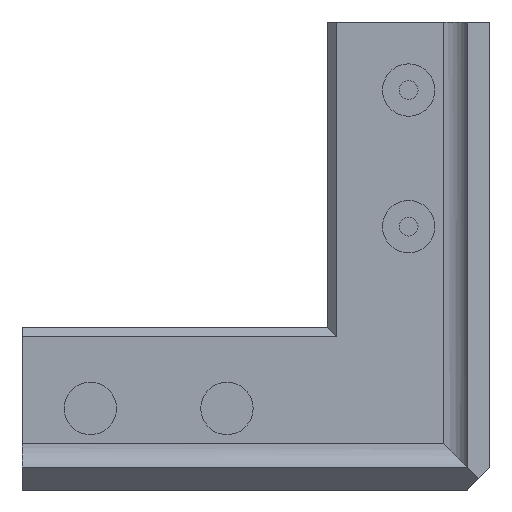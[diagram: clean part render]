
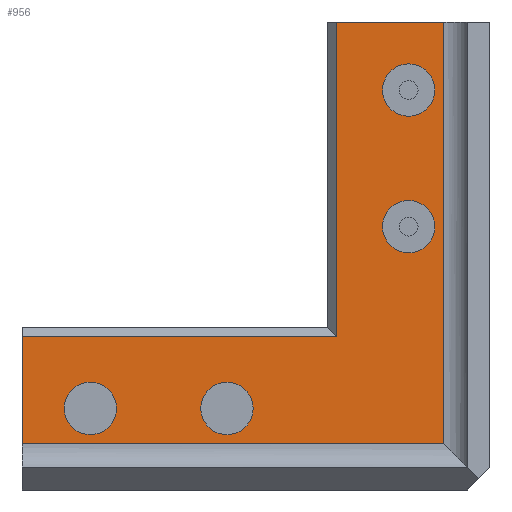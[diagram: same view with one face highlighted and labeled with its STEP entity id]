
A CAD part, front view. The second image highlights one B-rep face of the part: STEP entity #956.
In plain terms, the highlighted planar face has unit normal (0, -1, 0).
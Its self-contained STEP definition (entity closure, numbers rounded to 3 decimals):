
#19=FACE_BOUND('',#135,.T.);
#20=FACE_BOUND('',#136,.T.);
#21=FACE_BOUND('',#137,.T.);
#22=FACE_BOUND('',#138,.T.);
#36=PLANE('',#1029);
#79=FACE_OUTER_BOUND('',#134,.T.);
#134=EDGE_LOOP('',(#678,#679,#680,#681,#682,#683));
#135=EDGE_LOOP('',(#684));
#136=EDGE_LOOP('',(#685));
#137=EDGE_LOOP('',(#686));
#138=EDGE_LOOP('',(#687));
#206=LINE('',#1390,#315);
#209=LINE('',#1399,#318);
#210=LINE('',#1402,#319);
#211=LINE('',#1404,#320);
#212=LINE('',#1406,#321);
#213=LINE('',#1407,#322);
#315=VECTOR('',#1114,6.);
#318=VECTOR('',#1123,6.);
#319=VECTOR('',#1126,10.);
#320=VECTOR('',#1127,10.);
#321=VECTOR('',#1128,10.);
#322=VECTOR('',#1129,10.);
#426=CIRCLE('',#1030,5.75);
#427=CIRCLE('',#1031,5.75);
#428=CIRCLE('',#1032,5.75);
#429=CIRCLE('',#1033,5.75);
#448=VERTEX_POINT('',#1386);
#450=VERTEX_POINT('',#1389);
#452=VERTEX_POINT('',#1395);
#454=VERTEX_POINT('',#1401);
#455=VERTEX_POINT('',#1403);
#456=VERTEX_POINT('',#1405);
#457=VERTEX_POINT('',#1408);
#458=VERTEX_POINT('',#1410);
#459=VERTEX_POINT('',#1412);
#460=VERTEX_POINT('',#1414);
#536=EDGE_CURVE('',#448,#450,#206,.T.);
#541=EDGE_CURVE('',#450,#452,#209,.T.);
#542=EDGE_CURVE('',#454,#448,#210,.T.);
#543=EDGE_CURVE('',#455,#454,#211,.T.);
#544=EDGE_CURVE('',#456,#455,#212,.T.);
#545=EDGE_CURVE('',#452,#456,#213,.T.);
#546=EDGE_CURVE('',#457,#457,#426,.T.);
#547=EDGE_CURVE('',#458,#458,#427,.T.);
#548=EDGE_CURVE('',#459,#459,#428,.T.);
#549=EDGE_CURVE('',#460,#460,#429,.T.);
#678=ORIENTED_EDGE('',*,*,#541,.F.);
#679=ORIENTED_EDGE('',*,*,#536,.F.);
#680=ORIENTED_EDGE('',*,*,#542,.F.);
#681=ORIENTED_EDGE('',*,*,#543,.F.);
#682=ORIENTED_EDGE('',*,*,#544,.F.);
#683=ORIENTED_EDGE('',*,*,#545,.F.);
#684=ORIENTED_EDGE('',*,*,#546,.T.);
#685=ORIENTED_EDGE('',*,*,#547,.T.);
#686=ORIENTED_EDGE('',*,*,#548,.T.);
#687=ORIENTED_EDGE('',*,*,#549,.T.);
#956=ADVANCED_FACE('',(#79,#19,#20,#21,#22),#36,.T.);
#1029=AXIS2_PLACEMENT_3D('',#1400,#1124,#1125);
#1030=AXIS2_PLACEMENT_3D('',#1409,#1130,#1131);
#1031=AXIS2_PLACEMENT_3D('',#1411,#1132,#1133);
#1032=AXIS2_PLACEMENT_3D('',#1413,#1134,#1135);
#1033=AXIS2_PLACEMENT_3D('',#1415,#1136,#1137);
#1114=DIRECTION('',(0.,0.,-1.));
#1123=DIRECTION('',(-1.,0.,0.));
#1124=DIRECTION('center_axis',(0.,-1.,0.));
#1125=DIRECTION('ref_axis',(-1.,0.,0.));
#1126=DIRECTION('',(1.,0.,0.));
#1127=DIRECTION('',(0.,0.,1.));
#1128=DIRECTION('',(1.,0.,0.));
#1129=DIRECTION('',(0.,0.,1.));
#1130=DIRECTION('center_axis',(0.,1.,0.));
#1131=DIRECTION('ref_axis',(1.,0.,0.));
#1132=DIRECTION('center_axis',(0.,1.,0.));
#1133=DIRECTION('ref_axis',(1.,0.,0.));
#1134=DIRECTION('center_axis',(0.,1.,0.));
#1135=DIRECTION('ref_axis',(1.,0.,0.));
#1136=DIRECTION('center_axis',(0.,1.,0.));
#1137=DIRECTION('ref_axis',(1.,0.,0.));
#1386=CARTESIAN_POINT('',(7.657,-14.853,-80.2));
#1389=CARTESIAN_POINT('',(7.657,-14.853,-172.757));
#1390=CARTESIAN_POINT('',(7.657,-14.853,-152.2));
#1395=CARTESIAN_POINT('',(-84.9,-14.853,-172.757));
#1399=CARTESIAN_POINT('',(16.615,-14.853,-172.757));
#1400=CARTESIAN_POINT('Origin',(17.853,-14.853,-152.2));
#1401=CARTESIAN_POINT('',(-15.853,-14.853,-80.2));
#1402=CARTESIAN_POINT('',(-6.426,-14.853,-80.2));
#1403=CARTESIAN_POINT('',(-15.853,-14.853,-149.247));
#1404=CARTESIAN_POINT('',(-15.853,-14.853,-116.2));
#1405=CARTESIAN_POINT('',(-84.9,-14.853,-149.247));
#1406=CARTESIAN_POINT('',(-5.188,-14.853,-149.247));
#1407=CARTESIAN_POINT('',(-84.9,-14.853,-158.674));
#1408=CARTESIAN_POINT('',(-75.65,-14.853,-165.039));
#1409=CARTESIAN_POINT('Origin',(-69.9,-14.853,-165.039));
#1410=CARTESIAN_POINT('',(-5.75,-14.853,-95.139));
#1411=CARTESIAN_POINT('Origin',(0.,-14.853,-95.139));
#1412=CARTESIAN_POINT('',(-45.65,-14.853,-165.039));
#1413=CARTESIAN_POINT('Origin',(-39.9,-14.853,-165.039));
#1414=CARTESIAN_POINT('',(-5.75,-14.853,-125.139));
#1415=CARTESIAN_POINT('Origin',(0.,-14.853,-125.139));
